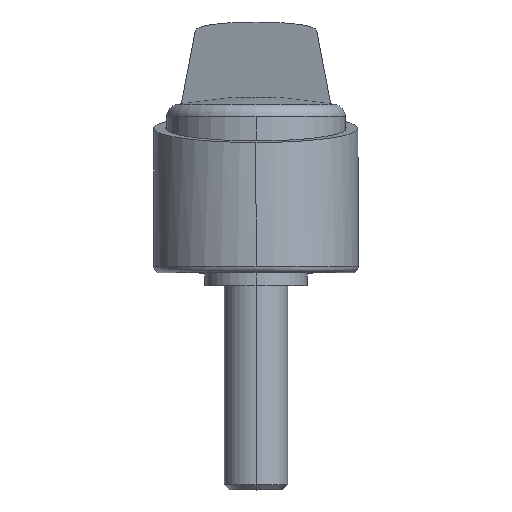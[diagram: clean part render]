
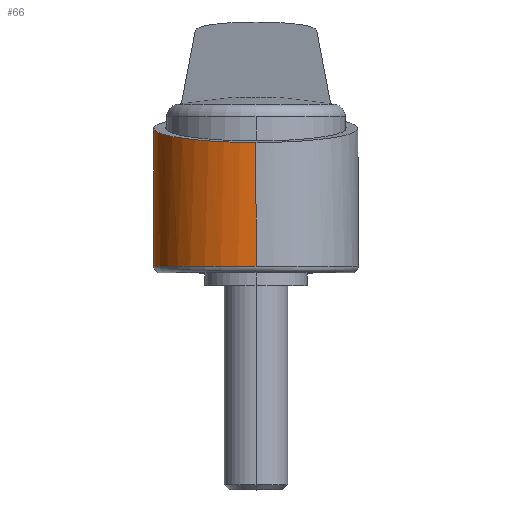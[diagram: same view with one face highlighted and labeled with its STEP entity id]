
A CAD part, top view. The second image highlights one B-rep face of the part: STEP entity #66.
In plain terms, the highlighted cylindrical face has radius 16 mm (diameter 32 mm), a partial arc.
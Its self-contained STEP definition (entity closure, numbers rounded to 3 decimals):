
#66=ADVANCED_FACE('',(#164),#165,.T.);
#164=FACE_OUTER_BOUND('',#297,.T.);
#165=CYLINDRICAL_SURFACE('',#298,16.0);
#297=EDGE_LOOP('',(#433,#434,#435,#436,#437,#438));
#298=AXIS2_PLACEMENT_3D('',#439,#440,#441);
#433=ORIENTED_EDGE('',*,*,#776,.F.);
#434=ORIENTED_EDGE('',*,*,#777,.T.);
#435=ORIENTED_EDGE('',*,*,#778,.T.);
#436=ORIENTED_EDGE('',*,*,#779,.F.);
#437=ORIENTED_EDGE('',*,*,#780,.T.);
#438=ORIENTED_EDGE('',*,*,#781,.F.);
#439=CARTESIAN_POINT('',(0.0,14.75,0.0));
#440=DIRECTION('',(0.0,1.0,0.0));
#441=DIRECTION('',(0.,0.0,-1.0));
#776=EDGE_CURVE('',#917,#907,#918,.T.);
#777=EDGE_CURVE('',#917,#919,#920,.T.);
#778=EDGE_CURVE('',#919,#921,#922,.T.);
#779=EDGE_CURVE('',#923,#921,#924,.T.);
#780=EDGE_CURVE('',#923,#925,#926,.T.);
#781=EDGE_CURVE('',#907,#925,#927,.T.);
#907=VERTEX_POINT('',#1103);
#917=VERTEX_POINT('',#1209);
#918=LINE('',#1210,#1211);
#919=VERTEX_POINT('',#1212);
#920=CIRCLE('',#1213,16.0);
#921=VERTEX_POINT('',#1214);
#922=CIRCLE('',#1215,16.0);
#923=VERTEX_POINT('',#1216);
#924=LINE('',#1217,#1218);
#925=VERTEX_POINT('',#1219);
#926=ELLIPSE('',#1220,16.157,16.0);
#927=B_SPLINE_CURVE_WITH_KNOTS('',3,(#1221,#1222,#1223,#1224,#1225,#1226,#1227,#1228,#1229,#1230,#1231,#1232,#1233,#1234,#1235,#1236,#1237,#1238,#1239,#1240,#1241,#1242,#1243,#1244,#1245,#1246,#1247,#1248,#1249,#1250,#1251,#1252,#1253,#1254,#1255,#1256,#1257,#1258,#1259,#1260,#1261,#1262,#1263,#1264,#1265,#1266),.UNSPECIFIED.,.F.,.F.,(4,2,2,2,2,2,2,2,2,2,2,2,2,2,2,2,2,2,2,2,2,2,4),(12.671,14.764,16.857,18.03,19.203,21.549,23.895,26.241,28.621,31.,33.379,35.758,38.137,40.516,42.895,45.275,47.621,49.967,52.313,53.486,54.659,56.752,58.845),.UNSPECIFIED.);
#1103=CARTESIAN_POINT('',(0.,14.72,-16.0));
#1209=CARTESIAN_POINT('',(0.,3.0,-16.0));
#1210=CARTESIAN_POINT('',(0.,14.75,-16.0));
#1211=VECTOR('',#1568,1.0);
#1212=CARTESIAN_POINT('',(-16.0,3.0,0.));
#1213=AXIS2_PLACEMENT_3D('',#1569,#1570,#1571);
#1214=CARTESIAN_POINT('',(0.,3.0,16.0));
#1215=AXIS2_PLACEMENT_3D('',#1572,#1573,#1574);
#1216=CARTESIAN_POINT('',(0.,22.386,16.0));
#1217=CARTESIAN_POINT('',(0.,14.75,16.0));
#1218=VECTOR('',#1575,1.0);
#1219=CARTESIAN_POINT('',(-12.148,26.098,-10.412));
#1220=AXIS2_PLACEMENT_3D('',#1576,#1577,#1578);
#1221=CARTESIAN_POINT('',(11.445,30.216,-11.181));
#1222=CARTESIAN_POINT('',(11.671,29.549,-10.949));
#1223=CARTESIAN_POINT('',(11.848,28.858,-10.754));
#1224=CARTESIAN_POINT('',(12.087,27.459,-10.485));
#1225=CARTESIAN_POINT('',(12.149,26.751,-10.412));
#1226=CARTESIAN_POINT('',(12.149,25.662,-10.412));
#1227=CARTESIAN_POINT('',(12.129,25.27,-10.435));
#1228=CARTESIAN_POINT('',(12.051,24.493,-10.525));
#1229=CARTESIAN_POINT('',(11.992,24.107,-10.592));
#1230=CARTESIAN_POINT('',(11.756,22.967,-10.856));
#1231=CARTESIAN_POINT('',(11.519,22.232,-11.113));
#1232=CARTESIAN_POINT('',(10.905,20.849,-11.716));
#1233=CARTESIAN_POINT('',(10.526,20.199,-12.063));
#1234=CARTESIAN_POINT('',(9.658,19.006,-12.768));
#1235=CARTESIAN_POINT('',(9.169,18.463,-13.127));
#1236=CARTESIAN_POINT('',(8.122,17.497,-13.799));
#1237=CARTESIAN_POINT('',(7.525,17.039,-14.139));
#1238=CARTESIAN_POINT('',(6.214,16.228,-14.762));
#1239=CARTESIAN_POINT('',(5.5,15.874,-15.045));
#1240=CARTESIAN_POINT('',(3.999,15.301,-15.512));
#1241=CARTESIAN_POINT('',(3.209,15.081,-15.696));
#1242=CARTESIAN_POINT('',(1.606,14.791,-15.94));
#1243=CARTESIAN_POINT('',(0.793,14.72,-16.0));
#1244=CARTESIAN_POINT('',(-0.793,14.72,-16.0));
#1245=CARTESIAN_POINT('',(-1.606,14.791,-15.94));
#1246=CARTESIAN_POINT('',(-3.209,15.081,-15.696));
#1247=CARTESIAN_POINT('',(-3.999,15.301,-15.512));
#1248=CARTESIAN_POINT('',(-5.5,15.874,-15.045));
#1249=CARTESIAN_POINT('',(-6.214,16.228,-14.762));
#1250=CARTESIAN_POINT('',(-7.525,17.039,-14.139));
#1251=CARTESIAN_POINT('',(-8.122,17.497,-13.799));
#1252=CARTESIAN_POINT('',(-9.169,18.463,-13.127));
#1253=CARTESIAN_POINT('',(-9.658,19.006,-12.768));
#1254=CARTESIAN_POINT('',(-10.526,20.199,-12.063));
#1255=CARTESIAN_POINT('',(-10.905,20.849,-11.716));
#1256=CARTESIAN_POINT('',(-11.519,22.232,-11.113));
#1257=CARTESIAN_POINT('',(-11.756,22.967,-10.856));
#1258=CARTESIAN_POINT('',(-11.992,24.107,-10.592));
#1259=CARTESIAN_POINT('',(-12.051,24.493,-10.525));
#1260=CARTESIAN_POINT('',(-12.129,25.27,-10.435));
#1261=CARTESIAN_POINT('',(-12.149,25.662,-10.412));
#1262=CARTESIAN_POINT('',(-12.149,26.751,-10.412));
#1263=CARTESIAN_POINT('',(-12.087,27.459,-10.485));
#1264=CARTESIAN_POINT('',(-11.848,28.858,-10.754));
#1265=CARTESIAN_POINT('',(-11.671,29.549,-10.949));
#1266=CARTESIAN_POINT('',(-11.445,30.216,-11.181));
#1568=DIRECTION('',(0.0,1.0,0.0));
#1569=CARTESIAN_POINT('',(0.,3.0,0.));
#1570=DIRECTION('',(0.0,1.0,0.0));
#1571=DIRECTION('',(0.,0.0,-1.0));
#1572=CARTESIAN_POINT('',(0.,3.0,0.));
#1573=DIRECTION('',(0.0,1.0,0.0));
#1574=DIRECTION('',(0.,0.0,-1.0));
#1575=DIRECTION('',(-0.0,-1.0,-0.0));
#1576=CARTESIAN_POINT('',(0.0,24.635,0.0));
#1577=DIRECTION('',(0.,-0.99,-0.139));
#1578=DIRECTION('',(0.,0.139,-0.99));
